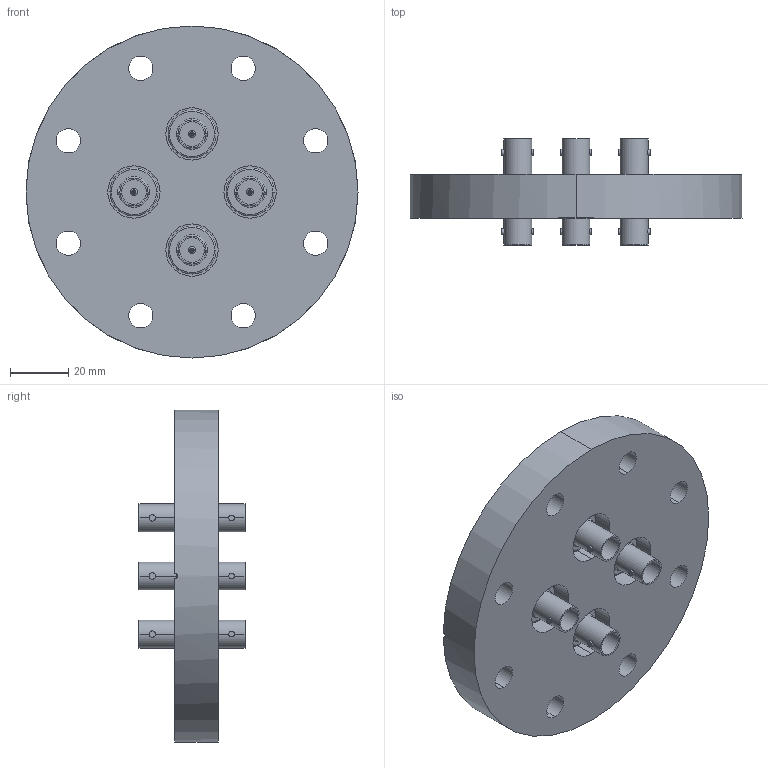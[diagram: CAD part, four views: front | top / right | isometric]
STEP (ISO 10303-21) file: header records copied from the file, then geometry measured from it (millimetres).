
FILE_DESCRIPTION (( 'STEP AP214' ), '1' );
FILE_NAME ('242-BNCD50-C63-4_00.STEP', '2025-04-01T08:43:03', ( '' ), ( '' ), 'SwSTEP 2.0', 'SolidWorks 2022', '' );
FILE_SCHEMA (( 'AUTOMOTIVE_DESIGN' ));
Length unit declared in the file: millimetre
Products named in the file (3): 242-BNCD50-I; 242-BNCD50-C63-4_00; 9411-C63-16.5-4_411-CB63
Assembly tree (5 placements, depth 2):
  242-BNCD50-C63-4_00
    9411-C63-16.5-4_411-CB63
    242-BNCD50-I  x4
Bounding box: 114.3 x 36.5 x 114.3 mm (x, y, z)
Volume: 132549 mm3; surface area: 43761.3 mm2
Topology: 5 solids, 9 shells, 286 faces, 624 edges, 396 vertices
Faces by surface type: cylinder 174, plane 76, cone 20, bspline 16
Entity records: 4139 total; most frequent: CARTESIAN_POINT 795, DIRECTION 616, ORIENTED_EDGE 504, AXIS2_PLACEMENT_3D 265, EDGE_CURVE 252, VERTEX_POINT 162, CIRCLE 152, EDGE_LOOP 148
